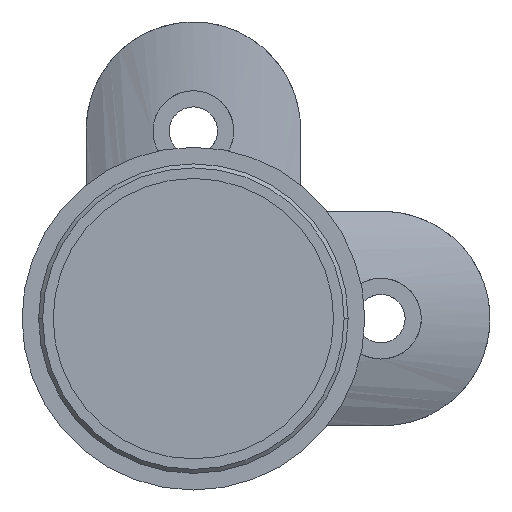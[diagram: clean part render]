
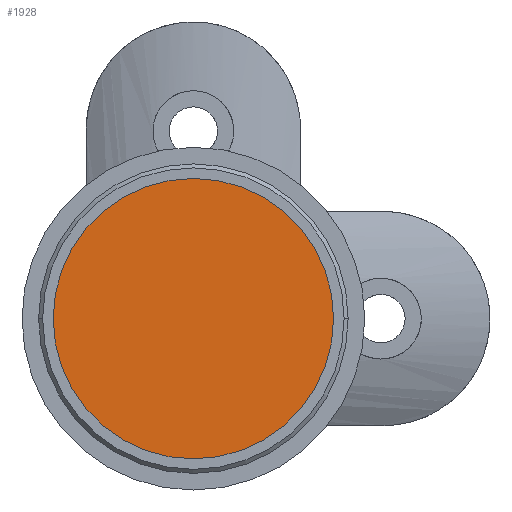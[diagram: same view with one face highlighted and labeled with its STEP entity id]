
A CAD part, front view. The second image highlights one B-rep face of the part: STEP entity #1928.
In plain terms, the highlighted planar face has unit normal (0, -1, 0).
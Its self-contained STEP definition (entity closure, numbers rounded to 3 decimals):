
#632 = DIRECTION ( 'NONE',  ( 0., 1., 0. ) ) ;
#778 = CIRCLE ( 'NONE', #1120, 17.35 ) ;
#781 = CARTESIAN_POINT ( 'NONE',  ( 0., 0., 0. ) ) ;
#1068 = EDGE_CURVE ( 'NONE', #2294, #2293, #778, .T. ) ;
#1080 = AXIS2_PLACEMENT_3D ( 'NONE', #1922, #632, #1933 ) ;
#1120 = AXIS2_PLACEMENT_3D ( 'NONE', #2593, #1358, #2214 ) ;
#1126 = CIRCLE ( 'NONE', #2546, 17.35 ) ;
#1193 = CARTESIAN_POINT ( 'NONE',  ( 17.35, 0., 0. ) ) ;
#1241 = EDGE_LOOP ( 'NONE', ( #2167, #1711 ) ) ;
#1358 = DIRECTION ( 'NONE',  ( 0., 1., 0. ) ) ;
#1623 = DIRECTION ( 'NONE',  ( 0., 1., 0. ) ) ;
#1711 = ORIENTED_EDGE ( 'NONE', *, *, #1068, .F. ) ;
#1721 = PLANE ( 'NONE',  #1080 ) ;
#1922 = CARTESIAN_POINT ( 'NONE',  ( 17.35, 0., 0. ) ) ;
#1928 = ADVANCED_FACE ( 'NONE', ( #2132 ), #1721, .F. ) ;
#1933 = DIRECTION ( 'NONE',  ( -1., 0., 0. ) ) ;
#2089 = EDGE_CURVE ( 'NONE', #2293, #2294, #1126, .T. ) ;
#2132 = FACE_OUTER_BOUND ( 'NONE', #1241, .T. ) ;
#2167 = ORIENTED_EDGE ( 'NONE', *, *, #2089, .F. ) ;
#2214 = DIRECTION ( 'NONE',  ( -1., 0., 0. ) ) ;
#2293 = VERTEX_POINT ( 'NONE', #2458 ) ;
#2294 = VERTEX_POINT ( 'NONE', #1193 ) ;
#2458 = CARTESIAN_POINT ( 'NONE',  ( -17.35, 0., 0. ) ) ;
#2472 = DIRECTION ( 'NONE',  ( -1., 0., 0. ) ) ;
#2546 = AXIS2_PLACEMENT_3D ( 'NONE', #781, #1623, #2472 ) ;
#2593 = CARTESIAN_POINT ( 'NONE',  ( 0., 0., 0. ) ) ;
